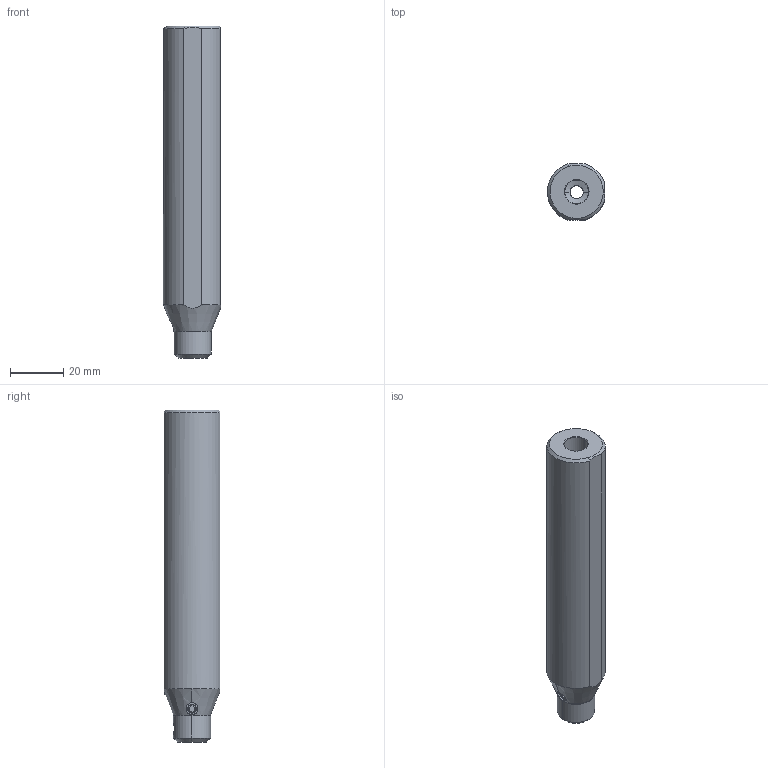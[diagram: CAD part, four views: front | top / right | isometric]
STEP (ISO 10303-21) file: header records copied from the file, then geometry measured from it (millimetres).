
FILE_DESCRIPTION(/* description */ (''),/* implementation_level */ '2;1');
FILE_NAME(/* name */ 'RBH2250N.stp',/* time_stamp */ '2018-05-09T16:27:45+09:00',/* author */ (''),/* organization */ (''),/* preprocessor_version */ 'ST-DEVELOPER v16',/* originating_system */ 'SIEMENS PLM Software NX 10.0',/* authorisation */ '');
FILE_SCHEMA (('AUTOMOTIVE_DESIGN { 1 0 10303 214 3 1 1 1 }'));
Length unit declared in the file: millimetre
Products named in the file (1): RBH2250N_ASM
Bounding box: 21.5 x 21 x 125 mm (x, y, z)
Volume: 37477.4 mm3; surface area: 12136.9 mm2
Topology: 5 solids, 5 shells, 107 faces, 247 edges, 152 vertices
Faces by surface type: plane 42, cone 36, cylinder 27, torus 2
Entity records: 3802 total; most frequent: CARTESIAN_POINT 1162, DIRECTION 556, ORIENTED_EDGE 494, EDGE_CURVE 247, AXIS2_PLACEMENT_3D 209, VERTEX_POINT 152, LINE 138, VECTOR 138
